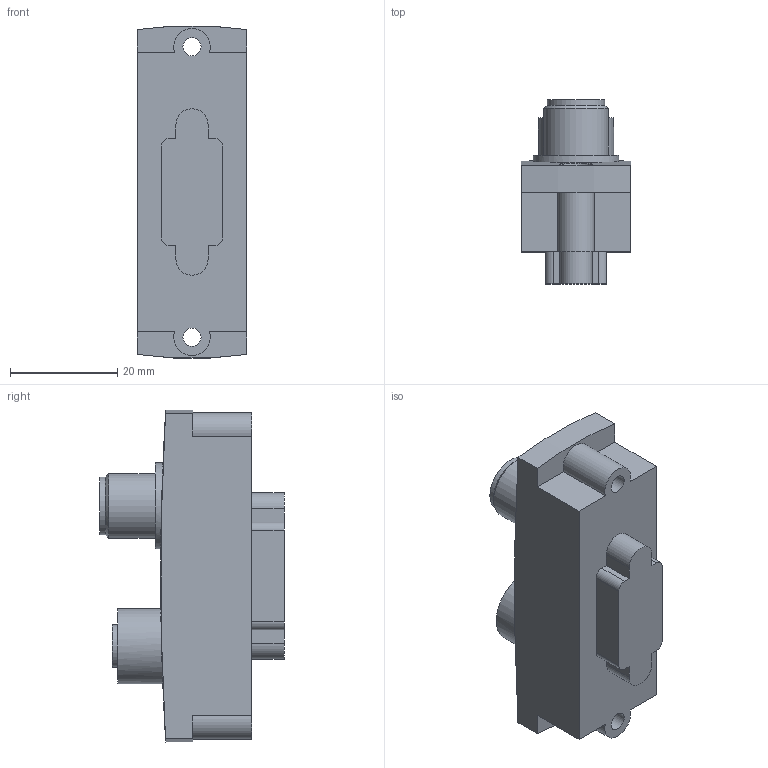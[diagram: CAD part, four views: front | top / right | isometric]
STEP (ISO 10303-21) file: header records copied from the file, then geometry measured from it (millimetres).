
FILE_DESCRIPTION(/* description */ ('STEP AP214'),/* implementation_level */ '2;1');
FILE_NAME(/* name */ '525632_FBA-2-M12-5POL',/* time_stamp */ '2024-08-28T12:24:50+02:00',/* author */ ('License CC BY-ND 4.0'),/* organization */ ('CADENAS'),/* preprocessor_version */ 'ST-DEVELOPER v19.3',/* originating_system */ 'PARTsolutions',/* authorisation */ ' ');
FILE_SCHEMA (('AUTOMOTIVE_DESIGN {1 0 10303 214 3 1 1}'));
Length unit declared in the file: millimetre
Products named in the file (1): 525632 FBA-2-M12-5POL
Bounding box: 20.4 x 34.3 x 61.84 mm (x, y, z)
Volume: 22597.3 mm3; surface area: 7408.6 mm2
Topology: 1 solids, 1 shells, 52 faces, 120 edges, 79 vertices
Faces by surface type: plane 28, cylinder 22, cone 2
Full cylindrical faces by diameter (mm): 3.4 x2, 6.4 x2, 8 x2, 10.773 x1, 10.917 x1, 12 x1, 14 x1, 16 x1
Entity records: 1497 total; most frequent: CARTESIAN_POINT 296, DIRECTION 246, ORIENTED_EDGE 214, EDGE_CURVE 107, AXIS2_PLACEMENT_3D 92, VERTEX_POINT 79, EDGE_LOOP 78, FACE_BOUND 78
